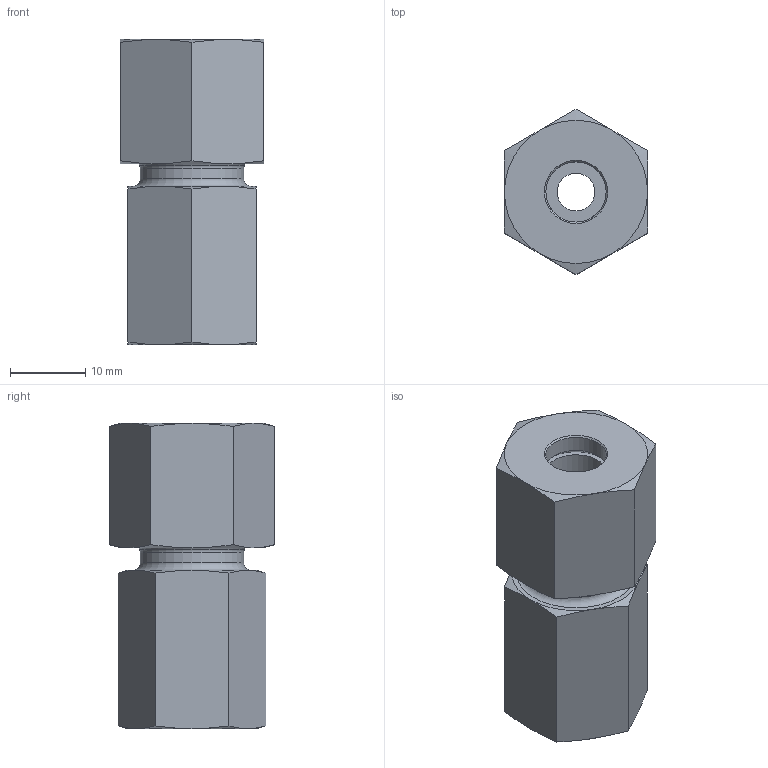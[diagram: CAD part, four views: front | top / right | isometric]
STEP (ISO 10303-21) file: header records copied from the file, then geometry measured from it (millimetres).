
FILE_DESCRIPTION((''),'2;1');
FILE_NAME('7178081416.stp','2014-08-27T12:14:43',(''),('KNOMI spol. s r. o.'),'Autodesk Inventor 2012','Autodesk Inventor 2012','');
FILE_SCHEMA(('AUTOMOTIVE_DESIGN { 1 2 10303 214 0 1 1 1 }'));
Length unit declared in the file: millimetre
Products named in the file (4): PRIM3K  8SM    M14/M16; 7168081416; 40108; 3980816
Assembly tree (3 placements, depth 2):
  PRIM3K  8SM    M14/M16
    7168081416
    40108
    3980816
Bounding box: 19 x 21.94 x 40.5 mm (x, y, z)
Volume: 8055.6 mm3; surface area: 6006.4 mm2
Topology: 3 solids, 3 shells, 70 faces, 153 edges, 95 vertices
Faces by surface type: cone 36, plane 21, cylinder 10, torus 3
Full cylindrical faces by diameter (mm): 5 x1, 8 x3, 10 x1, 12 x1, 12.376 x1, 13.7 x1, 14.376 x1, 16 x1
Entity records: 1855 total; most frequent: CARTESIAN_POINT 375, DIRECTION 281, ORIENTED_EDGE 232, AXIS2_PLACEMENT_3D 133, EDGE_CURVE 116, EDGE_LOOP 104, VERTEX_POINT 80, STYLED_ITEM 76
